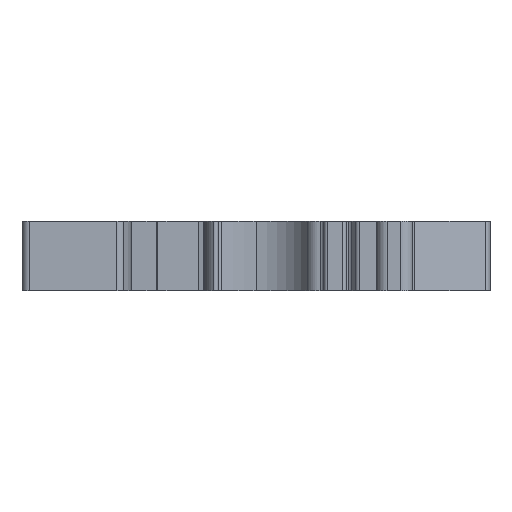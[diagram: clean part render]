
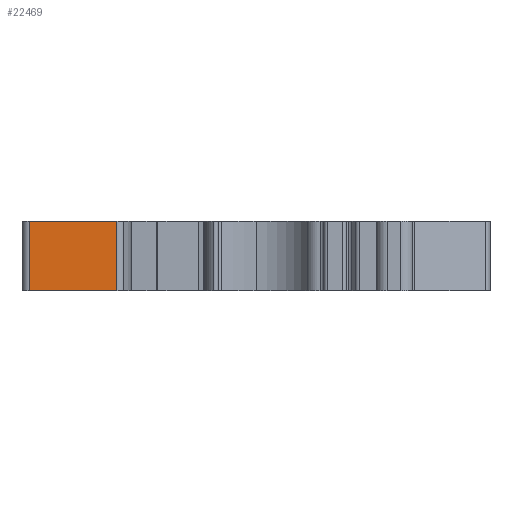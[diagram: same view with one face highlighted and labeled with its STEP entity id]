
A CAD part, front view. The second image highlights one B-rep face of the part: STEP entity #22469.
In plain terms, the highlighted planar face has unit normal (0, -1, 0).
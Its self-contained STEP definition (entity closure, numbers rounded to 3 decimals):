
#2757=DIRECTION('',(1.,0.,0.));
#2758=VECTOR('',#2757,11.562);
#2759=CARTESIAN_POINT('',(-30.05,-15.188,0.));
#2760=LINE('',#2759,#2758);
#3626=DIRECTION('',(1.,0.,0.));
#3627=VECTOR('',#3626,11.562);
#3628=CARTESIAN_POINT('',(-30.05,-15.188,9.2));
#3629=LINE('',#3628,#3627);
#7185=DIRECTION('',(0.,0.,1.));
#7186=VECTOR('',#7185,9.2);
#7187=CARTESIAN_POINT('',(-30.05,-15.188,0.));
#7188=LINE('',#7187,#7186);
#7189=DIRECTION('',(0.,0.,1.));
#7190=VECTOR('',#7189,9.2);
#7191=CARTESIAN_POINT('',(-18.488,-15.188,0.));
#7192=LINE('',#7191,#7190);
#11438=CARTESIAN_POINT('',(-30.05,-15.188,0.));
#11439=VERTEX_POINT('',#11438);
#11440=CARTESIAN_POINT('',(-18.488,-15.188,0.));
#11441=VERTEX_POINT('',#11440);
#11526=CARTESIAN_POINT('',(-30.05,-15.188,9.2));
#11527=VERTEX_POINT('',#11526);
#11528=CARTESIAN_POINT('',(-18.488,-15.188,9.2));
#11529=VERTEX_POINT('',#11528);
#22457=CARTESIAN_POINT('',(-30.05,-15.188,0.));
#22458=DIRECTION('',(0.,-1.,0.));
#22459=DIRECTION('',(1.,0.,0.));
#22460=AXIS2_PLACEMENT_3D('',#22457,#22458,#22459);
#22461=PLANE('',#22460);
#22462=ORIENTED_EDGE('',*,*,#15976,.F.);
#22463=ORIENTED_EDGE('',*,*,#22452,.T.);
#22464=ORIENTED_EDGE('',*,*,#16581,.T.);
#22466=ORIENTED_EDGE('',*,*,#22465,.F.);
#22467=EDGE_LOOP('',(#22462,#22463,#22464,#22466));
#22468=FACE_OUTER_BOUND('',#22467,.F.);
#22469=ADVANCED_FACE('',(#22468),#22461,.T.);
#15976=EDGE_CURVE('',#11439,#11441,#2760,.T.);
#16581=EDGE_CURVE('',#11527,#11529,#3629,.T.);
#22452=EDGE_CURVE('',#11439,#11527,#7188,.T.);
#22465=EDGE_CURVE('',#11441,#11529,#7192,.T.);
